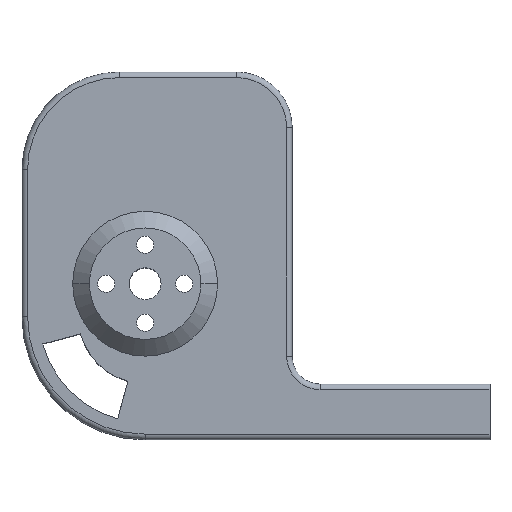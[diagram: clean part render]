
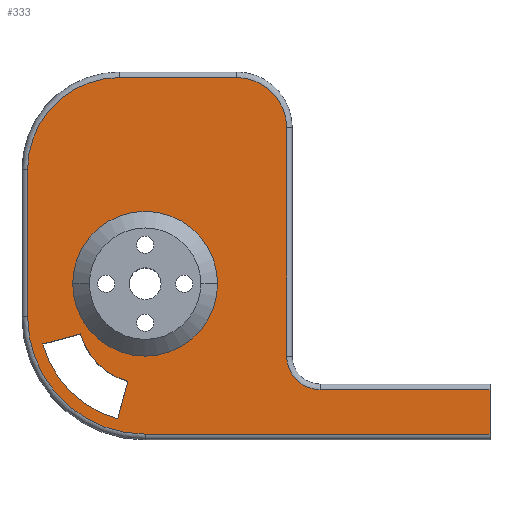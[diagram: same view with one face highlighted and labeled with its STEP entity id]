
A CAD part, top view. The second image highlights one B-rep face of the part: STEP entity #333.
In plain terms, the highlighted planar face has unit normal (0, 0, 1).
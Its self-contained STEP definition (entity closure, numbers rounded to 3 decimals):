
#214=FACE_BOUND('',#809,.T.);
#215=FACE_BOUND('',#810,.T.);
#216=FACE_BOUND('',#811,.T.);
#333=ADVANCED_FACE('',(#214,#215,#216),#514,.T.);
#514=PLANE('',#4115);
#809=EDGE_LOOP('',(#1617,#1618,#1619,#1620));
#810=EDGE_LOOP('',(#1621,#1622));
#811=EDGE_LOOP('',(#1623,#1624,#1625,#1626,#1627,#1628,#1629,#1630,#1631,
#1632));
#1042=CIRCLE('',#3971,13.);
#1141=CIRCLE('',#4108,12.);
#1142=CIRCLE('',#4109,19.);
#1143=CIRCLE('',#4110,13.);
#1144=CIRCLE('',#4111,6.);
#1145=CIRCLE('',#4112,9.);
#1146=CIRCLE('',#4113,16.5);
#1147=CIRCLE('',#4114,21.1);
#1617=ORIENTED_EDGE('',*,*,#3088,.T.);
#1618=ORIENTED_EDGE('',*,*,#3089,.T.);
#1619=ORIENTED_EDGE('',*,*,#3090,.T.);
#1620=ORIENTED_EDGE('',*,*,#3091,.T.);
#1621=ORIENTED_EDGE('',*,*,#3092,.F.);
#1622=ORIENTED_EDGE('',*,*,#2872,.F.);
#1623=ORIENTED_EDGE('',*,*,#3093,.F.);
#1624=ORIENTED_EDGE('',*,*,#3094,.F.);
#1625=ORIENTED_EDGE('',*,*,#3095,.F.);
#1626=ORIENTED_EDGE('',*,*,#3096,.F.);
#1627=ORIENTED_EDGE('',*,*,#3097,.F.);
#1628=ORIENTED_EDGE('',*,*,#3098,.F.);
#1629=ORIENTED_EDGE('',*,*,#3099,.F.);
#1630=ORIENTED_EDGE('',*,*,#3100,.F.);
#1631=ORIENTED_EDGE('',*,*,#3009,.F.);
#1632=ORIENTED_EDGE('',*,*,#3101,.F.);
#2500=VERTEX_POINT('',#5785);
#2501=VERTEX_POINT('',#5787);
#2623=VERTEX_POINT('',#6075);
#2624=VERTEX_POINT('',#6077);
#2683=VERTEX_POINT('',#6337);
#2684=VERTEX_POINT('',#6338);
#2685=VERTEX_POINT('',#6340);
#2686=VERTEX_POINT('',#6342);
#2687=VERTEX_POINT('',#6346);
#2688=VERTEX_POINT('',#6347);
#2689=VERTEX_POINT('',#6349);
#2690=VERTEX_POINT('',#6351);
#2691=VERTEX_POINT('',#6353);
#2692=VERTEX_POINT('',#6355);
#2693=VERTEX_POINT('',#6357);
#2694=VERTEX_POINT('',#6359);
#2872=EDGE_CURVE('',#2500,#2501,#1042,.T.);
#3009=EDGE_CURVE('',#2623,#2624,#3486,.T.);
#3088=EDGE_CURVE('',#2683,#2684,#1141,.T.);
#3089=EDGE_CURVE('',#2684,#2685,#3530,.T.);
#3090=EDGE_CURVE('',#2685,#2686,#1142,.T.);
#3091=EDGE_CURVE('',#2686,#2683,#3531,.T.);
#3092=EDGE_CURVE('',#2501,#2500,#1143,.T.);
#3093=EDGE_CURVE('',#2687,#2688,#1144,.T.);
#3094=EDGE_CURVE('',#2689,#2687,#3532,.T.);
#3095=EDGE_CURVE('',#2690,#2689,#1145,.T.);
#3096=EDGE_CURVE('',#2691,#2690,#3533,.T.);
#3097=EDGE_CURVE('',#2692,#2691,#1146,.T.);
#3098=EDGE_CURVE('',#2693,#2692,#3534,.T.);
#3099=EDGE_CURVE('',#2694,#2693,#1147,.T.);
#3100=EDGE_CURVE('',#2624,#2694,#3535,.T.);
#3101=EDGE_CURVE('',#2688,#2623,#3536,.T.);
#3486=LINE('',#6076,#3763);
#3530=LINE('',#6339,#3807);
#3531=LINE('',#6343,#3808);
#3532=LINE('',#6348,#3809);
#3533=LINE('',#6352,#3810);
#3534=LINE('',#6356,#3811);
#3535=LINE('',#6360,#3812);
#3536=LINE('',#6361,#3813);
#3763=VECTOR('',#4793,1.);
#3807=VECTOR('',#4913,1.);
#3808=VECTOR('',#4916,1.);
#3809=VECTOR('',#4921,1.);
#3810=VECTOR('',#4924,1.);
#3811=VECTOR('',#4927,1.);
#3812=VECTOR('',#4930,1.);
#3813=VECTOR('',#4931,1.);
#3971=AXIS2_PLACEMENT_3D('',#5786,#4526,#4527);
#4108=AXIS2_PLACEMENT_3D('',#6336,#4911,#4912);
#4109=AXIS2_PLACEMENT_3D('',#6341,#4914,#4915);
#4110=AXIS2_PLACEMENT_3D('',#6344,#4917,#4918);
#4111=AXIS2_PLACEMENT_3D('',#6345,#4919,#4920);
#4112=AXIS2_PLACEMENT_3D('',#6350,#4922,#4923);
#4113=AXIS2_PLACEMENT_3D('',#6354,#4925,#4926);
#4114=AXIS2_PLACEMENT_3D('',#6358,#4928,#4929);
#4115=AXIS2_PLACEMENT_3D('',#6362,#4932,#4933);
#4526=DIRECTION('',(0.,0.,1.));
#4527=DIRECTION('',(1.,0.,0.));
#4793=DIRECTION('',(0.,-1.,0.));
#4911=DIRECTION('',(0.,0.,1.));
#4912=DIRECTION('',(1.,0.,0.));
#4913=DIRECTION('',(-0.259,-0.966,0.));
#4914=DIRECTION('',(0.,0.,-1.));
#4915=DIRECTION('',(1.,0.,0.));
#4916=DIRECTION('',(0.966,0.259,0.));
#4917=DIRECTION('',(0.,0.,1.));
#4918=DIRECTION('',(1.,0.,0.));
#4919=DIRECTION('',(0.,0.,1.));
#4920=DIRECTION('',(1.,0.,0.));
#4921=DIRECTION('',(0.,-1.,0.));
#4922=DIRECTION('',(0.,0.,-1.));
#4923=DIRECTION('',(1.,0.,0.));
#4924=DIRECTION('',(1.,0.,0.));
#4925=DIRECTION('',(0.,0.,-1.));
#4926=DIRECTION('',(1.,0.,0.));
#4927=DIRECTION('',(0.,1.,0.));
#4928=DIRECTION('',(0.,0.,-1.));
#4929=DIRECTION('',(1.,0.,0.));
#4930=DIRECTION('',(-1.,0.,0.));
#4931=DIRECTION('',(1.,0.,0.));
#4932=DIRECTION('',(0.,0.,1.));
#4933=DIRECTION('',(-1.,0.,0.));
#5785=CARTESIAN_POINT('',(36.6,-43.,14.));
#5786=CARTESIAN_POINT('',(23.6,-43.,14.));
#5787=CARTESIAN_POINT('',(10.6,-43.,14.));
#6075=CARTESIAN_POINT('',(85.5,-62.,14.));
#6076=CARTESIAN_POINT('',(85.5,-61.,14.));
#6077=CARTESIAN_POINT('',(85.5,-70.,14.));
#6336=CARTESIAN_POINT('',(23.6,-48.9,14.));
#6337=CARTESIAN_POINT('',(12.009,-52.006,14.));
#6338=CARTESIAN_POINT('',(20.494,-60.491,14.));
#6339=CARTESIAN_POINT('',(20.494,-60.491,14.));
#6340=CARTESIAN_POINT('',(18.682,-67.253,14.));
#6341=CARTESIAN_POINT('',(23.6,-48.9,14.));
#6342=CARTESIAN_POINT('',(5.247,-53.818,14.));
#6343=CARTESIAN_POINT('',(12.009,-52.006,14.));
#6344=CARTESIAN_POINT('',(23.6,-43.,14.));
#6345=CARTESIAN_POINT('',(55.,-56.,14.));
#6346=CARTESIAN_POINT('',(49.,-56.,14.));
#6347=CARTESIAN_POINT('',(55.,-62.,14.));
#6348=CARTESIAN_POINT('',(49.,-48.9,14.));
#6349=CARTESIAN_POINT('',(49.,-15.,14.));
#6350=CARTESIAN_POINT('',(40.,-15.,14.));
#6351=CARTESIAN_POINT('',(40.,-6.,14.));
#6352=CARTESIAN_POINT('',(23.6,-6.,14.));
#6353=CARTESIAN_POINT('',(19.,-6.,14.));
#6354=CARTESIAN_POINT('',(19.,-22.5,14.));
#6355=CARTESIAN_POINT('',(2.5,-22.5,14.));
#6356=CARTESIAN_POINT('',(2.5,-48.9,14.));
#6357=CARTESIAN_POINT('',(2.5,-48.9,14.));
#6358=CARTESIAN_POINT('',(23.6,-48.9,14.));
#6359=CARTESIAN_POINT('',(23.6,-70.,14.));
#6360=CARTESIAN_POINT('',(23.6,-70.,14.));
#6361=CARTESIAN_POINT('',(23.6,-62.,14.));
#6362=CARTESIAN_POINT('',(23.6,-48.9,14.));
